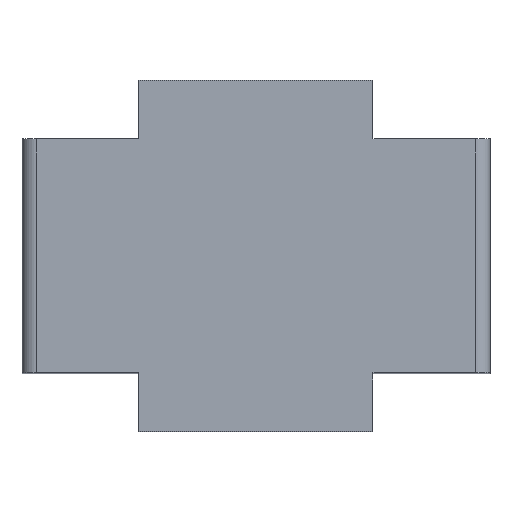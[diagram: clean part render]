
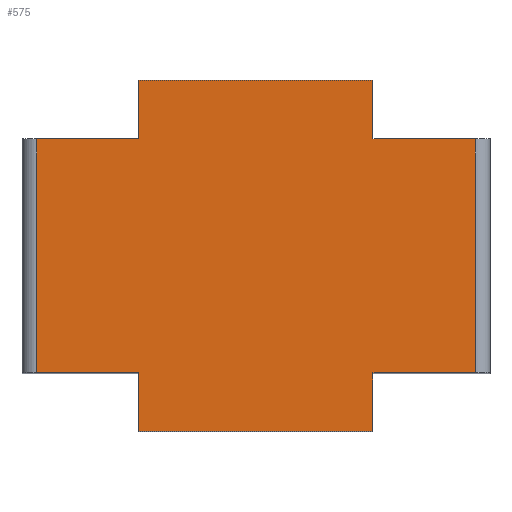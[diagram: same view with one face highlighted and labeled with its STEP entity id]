
A CAD part, top view. The second image highlights one B-rep face of the part: STEP entity #575.
In plain terms, the highlighted planar face has unit normal (0, 0, 1).
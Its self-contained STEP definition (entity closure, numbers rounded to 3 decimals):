
#21=PLANE('',#631);
#47=FACE_OUTER_BOUND('',#77,.T.);
#77=EDGE_LOOP('',(#445,#446,#447,#448,#449,#450,#451,#452,#453,#454,#455,
#456));
#100=LINE('',#833,#168);
#114=LINE('',#872,#182);
#125=LINE('',#899,#193);
#126=LINE('',#903,#194);
#127=LINE('',#906,#195);
#128=LINE('',#908,#196);
#129=LINE('',#910,#197);
#130=LINE('',#911,#198);
#131=LINE('',#913,#199);
#132=LINE('',#915,#200);
#133=LINE('',#917,#201);
#134=LINE('',#918,#202);
#168=VECTOR('',#670,10.);
#182=VECTOR('',#702,10.);
#193=VECTOR('',#725,10.);
#194=VECTOR('',#730,10.);
#195=VECTOR('',#733,10.);
#196=VECTOR('',#734,10.);
#197=VECTOR('',#735,10.);
#198=VECTOR('',#736,10.);
#199=VECTOR('',#737,10.);
#200=VECTOR('',#738,10.);
#201=VECTOR('',#739,10.);
#202=VECTOR('',#740,10.);
#254=VERTEX_POINT('',#830);
#255=VERTEX_POINT('',#832);
#270=VERTEX_POINT('',#869);
#271=VERTEX_POINT('',#871);
#281=VERTEX_POINT('',#897);
#282=VERTEX_POINT('',#901);
#283=VERTEX_POINT('',#905);
#284=VERTEX_POINT('',#907);
#285=VERTEX_POINT('',#909);
#286=VERTEX_POINT('',#912);
#287=VERTEX_POINT('',#914);
#288=VERTEX_POINT('',#916);
#311=EDGE_CURVE('',#255,#254,#100,.T.);
#330=EDGE_CURVE('',#271,#270,#114,.T.);
#344=EDGE_CURVE('',#270,#281,#125,.T.);
#346=EDGE_CURVE('',#254,#282,#126,.T.);
#347=EDGE_CURVE('',#283,#281,#127,.T.);
#348=EDGE_CURVE('',#284,#283,#128,.T.);
#349=EDGE_CURVE('',#285,#284,#129,.T.);
#350=EDGE_CURVE('',#285,#255,#130,.T.);
#351=EDGE_CURVE('',#286,#282,#131,.T.);
#352=EDGE_CURVE('',#287,#286,#132,.T.);
#353=EDGE_CURVE('',#288,#287,#133,.T.);
#354=EDGE_CURVE('',#288,#271,#134,.T.);
#445=ORIENTED_EDGE('',*,*,#344,.T.);
#446=ORIENTED_EDGE('',*,*,#347,.F.);
#447=ORIENTED_EDGE('',*,*,#348,.F.);
#448=ORIENTED_EDGE('',*,*,#349,.F.);
#449=ORIENTED_EDGE('',*,*,#350,.T.);
#450=ORIENTED_EDGE('',*,*,#311,.T.);
#451=ORIENTED_EDGE('',*,*,#346,.T.);
#452=ORIENTED_EDGE('',*,*,#351,.F.);
#453=ORIENTED_EDGE('',*,*,#352,.F.);
#454=ORIENTED_EDGE('',*,*,#353,.F.);
#455=ORIENTED_EDGE('',*,*,#354,.T.);
#456=ORIENTED_EDGE('',*,*,#330,.T.);
#575=ADVANCED_FACE('',(#47),#21,.T.);
#631=AXIS2_PLACEMENT_3D('',#904,#731,#732);
#670=DIRECTION('',(-1.,0.,0.));
#702=DIRECTION('',(1.,0.,0.));
#725=DIRECTION('',(0.,1.,0.));
#730=DIRECTION('',(0.,-1.,0.));
#731=DIRECTION('center_axis',(0.,0.,1.));
#732=DIRECTION('ref_axis',(1.,0.,0.));
#733=DIRECTION('',(1.,0.,0.));
#734=DIRECTION('',(0.,-1.,0.));
#735=DIRECTION('',(1.,0.,0.));
#736=DIRECTION('',(0.,-1.,0.));
#737=DIRECTION('',(-1.,0.,0.));
#738=DIRECTION('',(0.,1.,0.));
#739=DIRECTION('',(-1.,0.,0.));
#740=DIRECTION('',(0.,1.,0.));
#830=CARTESIAN_POINT('',(0.05,1.2,0.9));
#832=CARTESIAN_POINT('',(0.4,1.2,0.9));
#833=CARTESIAN_POINT('',(0.4,1.2,0.9));
#869=CARTESIAN_POINT('',(1.55,0.4,0.9));
#871=CARTESIAN_POINT('',(1.2,0.4,0.9));
#872=CARTESIAN_POINT('',(1.2,0.4,0.9));
#897=CARTESIAN_POINT('',(1.55,1.2,0.9));
#899=CARTESIAN_POINT('',(1.55,0.6,0.9));
#901=CARTESIAN_POINT('',(0.05,0.4,0.9));
#903=CARTESIAN_POINT('',(0.05,1.,0.9));
#904=CARTESIAN_POINT('Origin',(0.8,0.8,0.9));
#905=CARTESIAN_POINT('',(1.2,1.2,0.9));
#906=CARTESIAN_POINT('',(1.2,1.2,0.9));
#907=CARTESIAN_POINT('',(1.2,1.4,0.9));
#908=CARTESIAN_POINT('',(1.2,1.6,0.9));
#909=CARTESIAN_POINT('',(0.4,1.4,0.9));
#910=CARTESIAN_POINT('',(0.6,1.4,0.9));
#911=CARTESIAN_POINT('',(0.4,1.6,0.9));
#912=CARTESIAN_POINT('',(0.4,0.4,0.9));
#913=CARTESIAN_POINT('',(0.4,0.4,0.9));
#914=CARTESIAN_POINT('',(0.4,0.2,0.9));
#915=CARTESIAN_POINT('',(0.4,0.,0.9));
#916=CARTESIAN_POINT('',(1.2,0.2,0.9));
#917=CARTESIAN_POINT('',(1.,0.2,0.9));
#918=CARTESIAN_POINT('',(1.2,0.,0.9));
